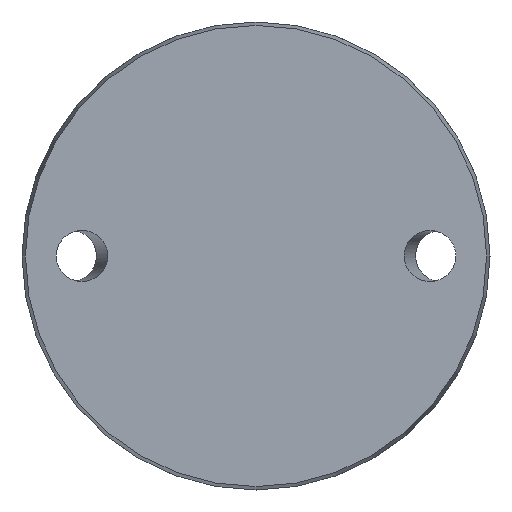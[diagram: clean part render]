
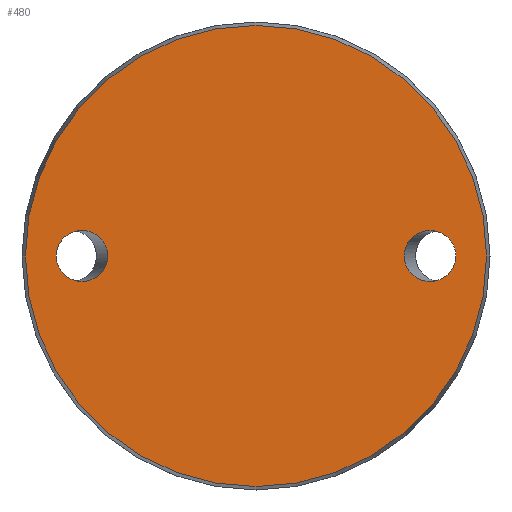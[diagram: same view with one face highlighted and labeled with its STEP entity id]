
A CAD part, front view. The second image highlights one B-rep face of the part: STEP entity #480.
In plain terms, the highlighted planar face has unit normal (0, -1, 0).
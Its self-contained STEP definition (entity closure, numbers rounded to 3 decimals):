
#9 = VERTEX_POINT ( 'NONE', #302 ) ;
#23 = CARTESIAN_POINT ( 'NONE',  ( 24.691, 0., 0. ) ) ;
#30 = DIRECTION ( 'NONE',  ( 0., 1., 0. ) ) ;
#40 = ORIENTED_EDGE ( 'NONE', *, *, #297, .T. ) ;
#46 = CARTESIAN_POINT ( 'NONE',  ( 24.691, 0., -8.5 ) ) ;
#54 = CARTESIAN_POINT ( 'NONE',  ( -33.309, 0., -8.5 ) ) ;
#58 = VERTEX_POINT ( 'NONE', #238 ) ;
#71 = EDGE_LOOP ( 'NONE', ( #96 ) ) ;
#96 = ORIENTED_EDGE ( 'NONE', *, *, #656, .T. ) ;
#103 = CARTESIAN_POINT ( 'NONE',  ( -33.309, 0., 8.5 ) ) ;
#108 = CARTESIAN_POINT ( 'NONE',  ( 33.309, 0., 0. ) ) ;
#114 = EDGE_LOOP ( 'NONE', ( #40 ) ) ;
#133 = AXIS2_PLACEMENT_3D ( 'NONE', #430, #30, #256 ) ;
#175 = EDGE_CURVE ( 'NONE', #561, #561, #709, .T. ) ;
#195 = FACE_OUTER_BOUND ( 'NONE', #114, .T. ) ;
#226 = CARTESIAN_POINT ( 'NONE',  ( -24.691, 0., 8.5 ) ) ;
#238 = CARTESIAN_POINT ( 'NONE',  ( 0., 0., -38.425 ) ) ;
#256 = DIRECTION ( 'NONE',  ( 0., 0., 1. ) ) ;
#271 =( BOUNDED_CURVE ( )  B_SPLINE_CURVE ( 3, ( #678, #103, #226, #461, #502, #54, #516 ),
 .UNSPECIFIED., .T., .T. ) 
 B_SPLINE_CURVE_WITH_KNOTS ( ( 4, 3, 4 ),
 ( 0., 3.142, 6.283 ),
 .UNSPECIFIED. ) 
 CURVE ( )  GEOMETRIC_REPRESENTATION_ITEM ( )  RATIONAL_B_SPLINE_CURVE ( ( 1., 0.333, 0.333, 1., 0.333, 0.333, 1. ) ) 
 REPRESENTATION_ITEM ( '' )  );
#297 = EDGE_CURVE ( 'NONE', #58, #58, #690, .T. ) ;
#302 = CARTESIAN_POINT ( 'NONE',  ( -33.309, 0., 0. ) ) ;
#318 = CARTESIAN_POINT ( 'NONE',  ( 24.691, 0., 8.5 ) ) ;
#333 = DIRECTION ( 'NONE',  ( 0., 0., -1. ) ) ;
#336 = CARTESIAN_POINT ( 'NONE',  ( 33.309, 0., 0. ) ) ;
#362 = AXIS2_PLACEMENT_3D ( 'NONE', #661, #388, #333 ) ;
#388 = DIRECTION ( 'NONE',  ( 0., -1., 0. ) ) ;
#409 = EDGE_LOOP ( 'NONE', ( #472 ) ) ;
#430 = CARTESIAN_POINT ( 'NONE',  ( -38.425, 0., 0. ) ) ;
#439 = PLANE ( 'NONE',  #133 ) ;
#461 = CARTESIAN_POINT ( 'NONE',  ( -24.691, 0., 0. ) ) ;
#472 = ORIENTED_EDGE ( 'NONE', *, *, #175, .T. ) ;
#480 = ADVANCED_FACE ( 'NONE', ( #715, #603, #195 ), #439, .F. ) ;
#486 = CARTESIAN_POINT ( 'NONE',  ( 33.309, 0., 8.5 ) ) ;
#491 = CARTESIAN_POINT ( 'NONE',  ( 33.309, 0., 0. ) ) ;
#502 = CARTESIAN_POINT ( 'NONE',  ( -24.691, 0., -8.5 ) ) ;
#516 = CARTESIAN_POINT ( 'NONE',  ( -33.309, 0., 0. ) ) ;
#561 = VERTEX_POINT ( 'NONE', #336 ) ;
#603 = FACE_BOUND ( 'NONE', #409, .T. ) ;
#604 = CARTESIAN_POINT ( 'NONE',  ( 33.309, 0., -8.5 ) ) ;
#656 = EDGE_CURVE ( 'NONE', #9, #9, #271, .T. ) ;
#661 = CARTESIAN_POINT ( 'NONE',  ( 0., 0., 0. ) ) ;
#678 = CARTESIAN_POINT ( 'NONE',  ( -33.309, 0., 0. ) ) ;
#690 = CIRCLE ( 'NONE', #362, 38.425 ) ;
#709 =( BOUNDED_CURVE ( )  B_SPLINE_CURVE ( 3, ( #491, #604, #46, #23, #318, #486, #108 ),
 .UNSPECIFIED., .T., .T. ) 
 B_SPLINE_CURVE_WITH_KNOTS ( ( 4, 3, 4 ),
 ( 0., 3.142, 6.283 ),
 .UNSPECIFIED. ) 
 CURVE ( )  GEOMETRIC_REPRESENTATION_ITEM ( )  RATIONAL_B_SPLINE_CURVE ( ( 1., 0.333, 0.333, 1., 0.333, 0.333, 1. ) ) 
 REPRESENTATION_ITEM ( '' )  );
#715 = FACE_BOUND ( 'NONE', #71, .T. ) ;
